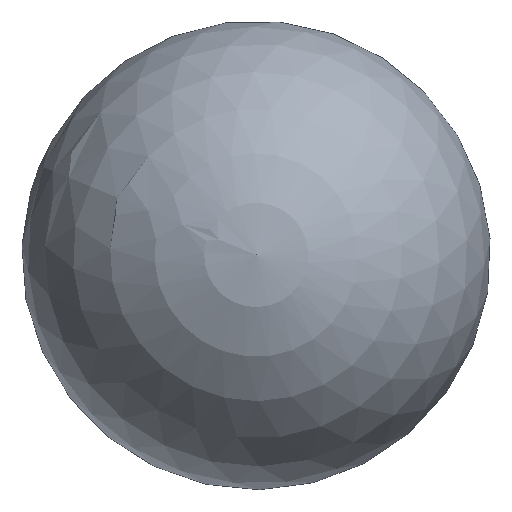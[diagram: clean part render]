
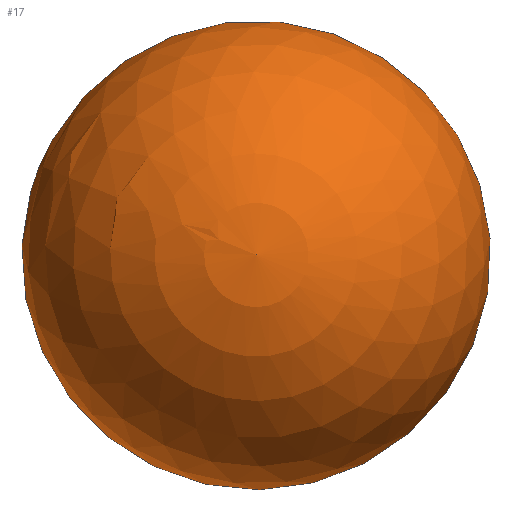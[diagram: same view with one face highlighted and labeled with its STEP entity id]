
A CAD part, top view. The second image highlights one B-rep face of the part: STEP entity #17.
In plain terms, the highlighted spherical face has radius 500 mm.
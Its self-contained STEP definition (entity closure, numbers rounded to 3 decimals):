
#17 = ADVANCED_FACE('',(#18),#22,.T.);
#18 = FACE_BOUND('',#19,.T.);
#19 = VERTEX_LOOP('',#20);
#20 = VERTEX_POINT('',#21);
#21 = CARTESIAN_POINT('',(-6387.9,1563.563,-500.)
  );
#22 = SPHERICAL_SURFACE('',#23,500.);
#23 = AXIS2_PLACEMENT_3D('',#24,#25,#26);
#24 = CARTESIAN_POINT('',(-6387.9,1563.563,0.));
#25 = DIRECTION('',(0.,0.,1.));
#26 = DIRECTION('',(-0.924,0.383,0.));
